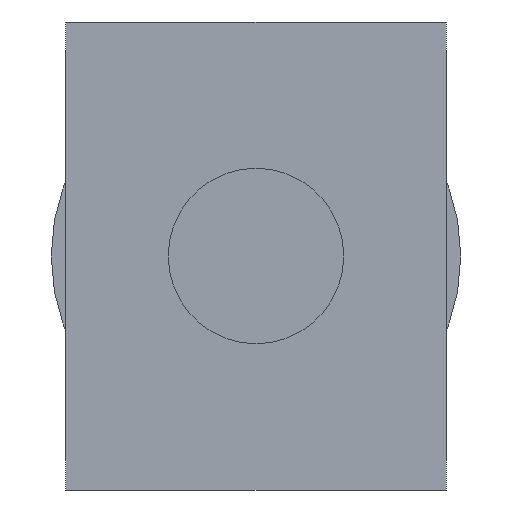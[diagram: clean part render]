
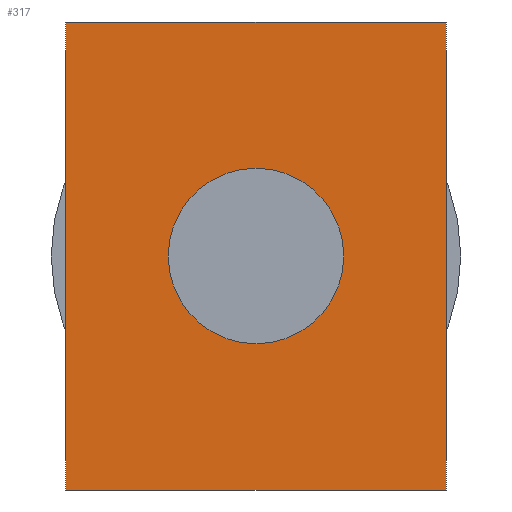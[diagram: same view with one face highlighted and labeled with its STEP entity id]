
A CAD part, front view. The second image highlights one B-rep face of the part: STEP entity #317.
In plain terms, the highlighted planar face has unit normal (0, -1, 0).
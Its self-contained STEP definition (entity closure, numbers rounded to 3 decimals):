
#25=FACE_BOUND('',#81,.T.);
#37=PLANE('',#360);
#55=FACE_OUTER_BOUND('',#80,.T.);
#80=EDGE_LOOP('',(#279,#280,#281,#282));
#81=EDGE_LOOP('',(#283));
#91=LINE('',#486,#120);
#107=LINE('',#518,#136);
#113=LINE('',#529,#142);
#114=LINE('',#531,#143);
#120=VECTOR('',#403,10.);
#136=VECTOR('',#429,10.);
#142=VECTOR('',#439,10.);
#143=VECTOR('',#442,10.);
#149=CIRCLE('',#347,3.);
#159=VERTEX_POINT('',#472);
#163=VERTEX_POINT('',#484);
#164=VERTEX_POINT('',#485);
#175=VERTEX_POINT('',#517);
#178=VERTEX_POINT('',#527);
#187=EDGE_CURVE('',#159,#159,#149,.T.);
#193=EDGE_CURVE('',#163,#164,#91,.T.);
#209=EDGE_CURVE('',#175,#164,#107,.T.);
#215=EDGE_CURVE('',#163,#178,#113,.T.);
#216=EDGE_CURVE('',#175,#178,#114,.T.);
#279=ORIENTED_EDGE('',*,*,#215,.T.);
#280=ORIENTED_EDGE('',*,*,#216,.F.);
#281=ORIENTED_EDGE('',*,*,#209,.T.);
#282=ORIENTED_EDGE('',*,*,#193,.F.);
#283=ORIENTED_EDGE('',*,*,#187,.T.);
#317=ADVANCED_FACE('',(#55,#25),#37,.T.);
#347=AXIS2_PLACEMENT_3D('',#473,#389,#390);
#360=AXIS2_PLACEMENT_3D('',#530,#440,#441);
#389=DIRECTION('center_axis',(0.,1.,0.));
#390=DIRECTION('ref_axis',(1.,0.,0.));
#403=DIRECTION('',(0.,0.,1.));
#429=DIRECTION('',(-1.,0.,0.));
#439=DIRECTION('',(1.,0.,0.));
#440=DIRECTION('center_axis',(0.,-1.,0.));
#441=DIRECTION('ref_axis',(0.,0.,-1.));
#442=DIRECTION('',(0.,0.,-1.));
#472=CARTESIAN_POINT('',(-3.,0.,0.));
#473=CARTESIAN_POINT('Origin',(0.,0.,0.));
#484=CARTESIAN_POINT('',(-6.5,0.,-8.));
#485=CARTESIAN_POINT('',(-6.5,0.,8.));
#486=CARTESIAN_POINT('',(-6.5,0.,8.));
#517=CARTESIAN_POINT('',(6.5,0.,8.));
#518=CARTESIAN_POINT('',(0.,0.,8.));
#527=CARTESIAN_POINT('',(6.5,0.,-8.));
#529=CARTESIAN_POINT('',(0.,0.,-8.));
#530=CARTESIAN_POINT('Origin',(0.,0.,8.));
#531=CARTESIAN_POINT('',(6.5,0.,8.));
